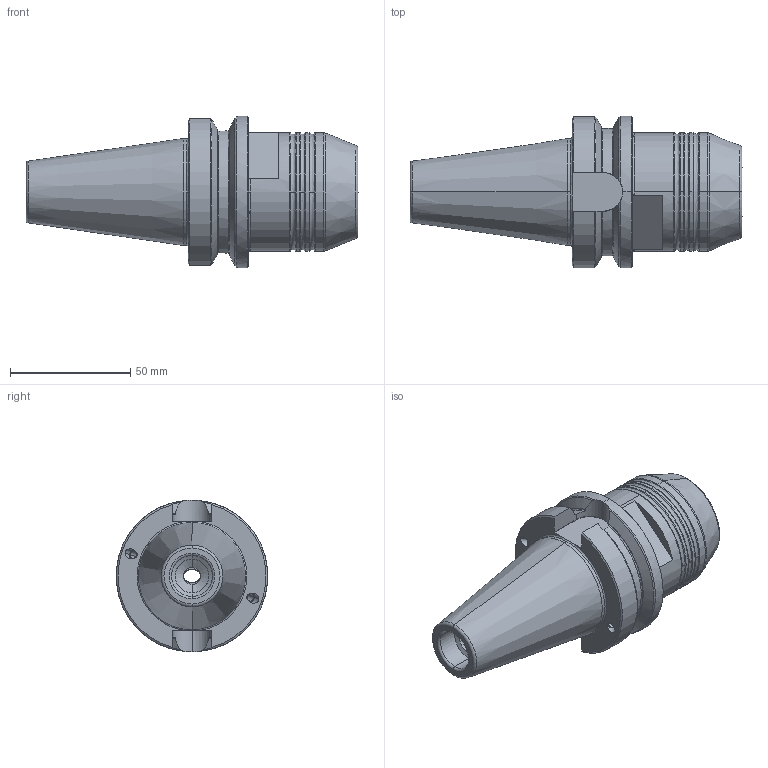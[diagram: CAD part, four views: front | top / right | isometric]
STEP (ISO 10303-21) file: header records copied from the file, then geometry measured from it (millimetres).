
FILE_DESCRIPTION (( 'STEP AP214' ), '1' );
FILE_NAME ('J-HT-BT40-20.STEP', '2018-03-12T10:50:27', ( '' ), ( '' ), 'SwSTEP 2.0', 'SolidWorks 2017', '' );
FILE_SCHEMA (( 'AUTOMOTIVE_DESIGN' ));
Length unit declared in the file: millimetre
Products named in the file (1): J-HT-BT40-20
Bounding box: 137.9 x 62.98 x 62.98 mm (x, y, z)
Volume: 181137.9 mm3; surface area: 38522.7 mm2
Topology: 1 solids, 2 shells, 155 faces, 433 edges, 287 vertices
Faces by surface type: cylinder 62, plane 31, torus 27, cone 22, bspline 13
Entity records: 7579 total; most frequent: CARTESIAN_POINT 3762, ORIENTED_EDGE 866, DIRECTION 721, EDGE_CURVE 433, AXIS2_PLACEMENT_3D 306, VERTEX_POINT 287, EDGE_LOOP 172, CIRCLE 163
